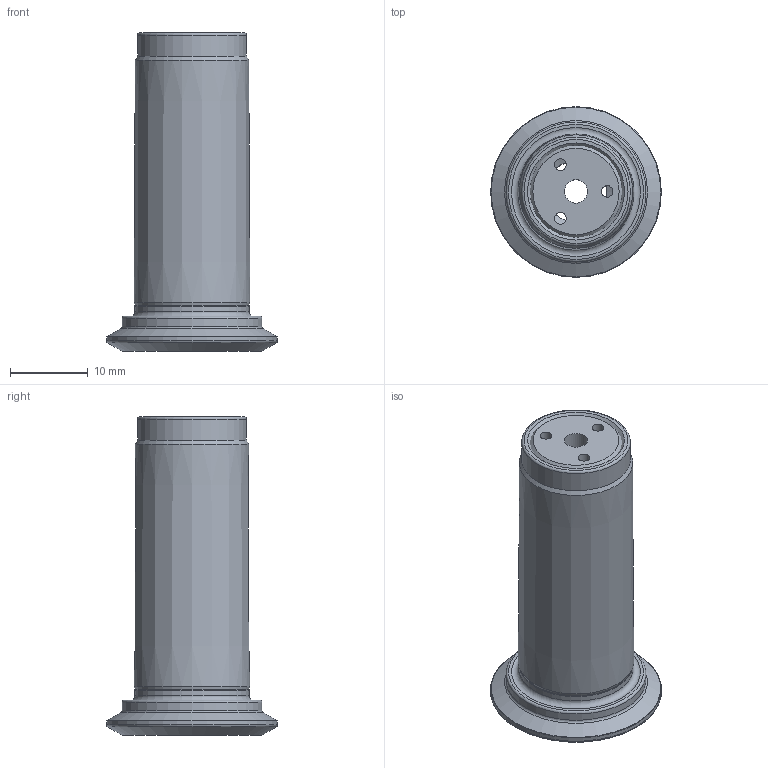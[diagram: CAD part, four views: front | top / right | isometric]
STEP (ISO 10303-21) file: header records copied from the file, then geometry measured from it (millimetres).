
FILE_DESCRIPTION(/* description */ (''),/* implementation_level */ '2;1');
FILE_NAME(/* name */ '171507946.stp',/* time_stamp */ '2021-01-12T12:00:06',/* author */ ('LRA'),/* organization */ ('REGO-FIX'),/* preprocessor_version */ ' Unknown',/* originating_system */ 'SIEMENS PLM Software Solid Edge ST10',/* authorization */ 'Unknown');
FILE_SCHEMA (('AUTOMOTIVE_DESIGN { 1 0 10303 214 2 1 1}'));
Length unit declared in the file: millimetre
Products named in the file (1): NOCUT
Bounding box: 21.98 x 21.98 x 41 mm (x, y, z)
Volume: 5667.8 mm3; surface area: 4019.6 mm2
Topology: 2 solids, 2 shells, 48 faces, 108 edges, 66 vertices
Faces by surface type: cylinder 14, plane 12, torus 12, cone 10
Full cylindrical faces by diameter (mm): 1.5 x3, 3 x1, 7.93 x1, 10 x1, 11.1 x1, 11.459 x1, 12 x1, 12.5 x1, 14 x1, 14.7 x1, 18 x1, 21.975 x1
Entity records: 1296 total; most frequent: DIRECTION 216, CARTESIAN_POINT 188, ORIENTED_EDGE 132, AXIS2_PLACEMENT_3D 102, EDGE_LOOP 94, FACE_BOUND 94, EDGE_CURVE 66, VERTEX_POINT 58
